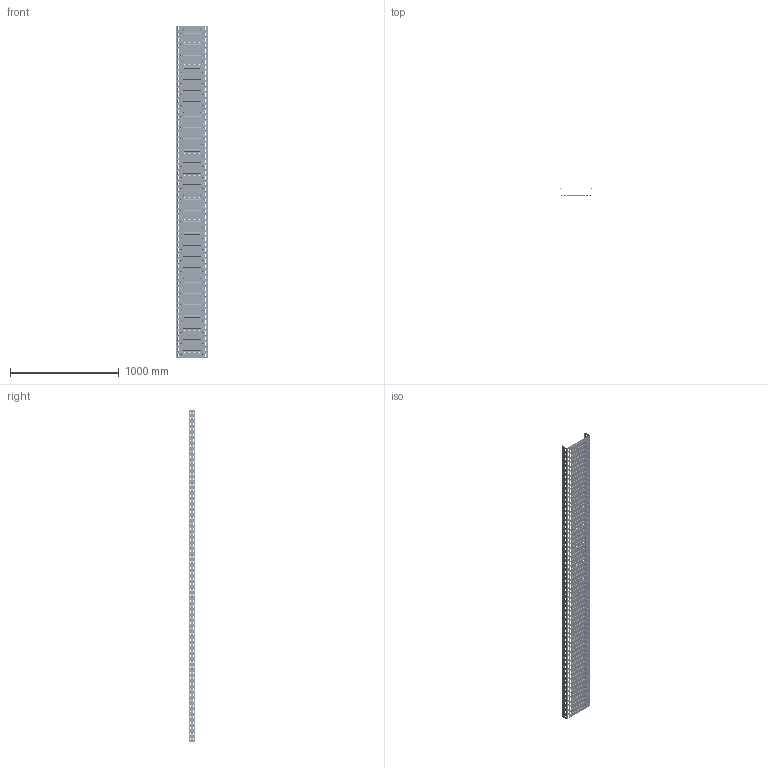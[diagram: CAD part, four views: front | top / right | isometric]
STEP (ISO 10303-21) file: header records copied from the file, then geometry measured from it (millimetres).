
FILE_DESCRIPTION (( 'STEP AP214' ), '1' );
FILE_NAME ('6048820.stp', '2024-01-05T10:30:21', ( '' ), ( '' ), 'SwSTEP 2.0', 'SolidWorks 2022', '' );
FILE_SCHEMA (( 'AUTOMOTIVE_DESIGN' ));
Products named in the file (1): 6048820
Bounding box: 300 x 62.09 x 3050.4 mm (x, y, z)
Volume: 957483 mm3; surface area: 2686018.9 mm2
Topology: 1 solids, 1 shells, 4986 faces, 13208 edges, 8820 vertices
Faces by surface type: plane 2774, cone 1192, cylinder 1020
Full cylindrical faces by diameter (mm): 5 x60
Entity records: 156954 total; most frequent: DIRECTION 27486, CARTESIAN_POINT 26835, ORIENTED_EDGE 26176, EDGE_CURVE 13088, AXIS2_PLACEMENT_3D 9411, VERTEX_POINT 8760, VECTOR 8664, LINE 8664
